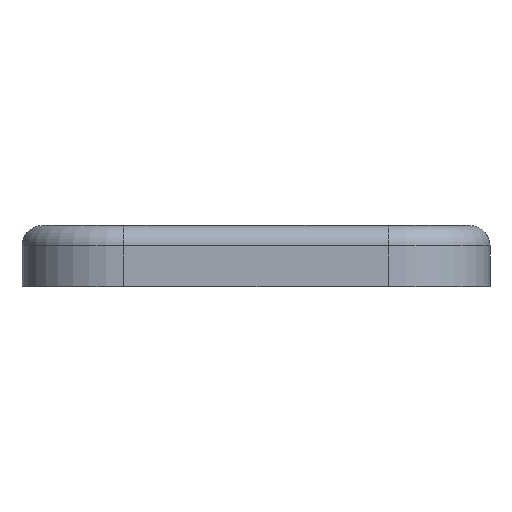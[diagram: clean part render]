
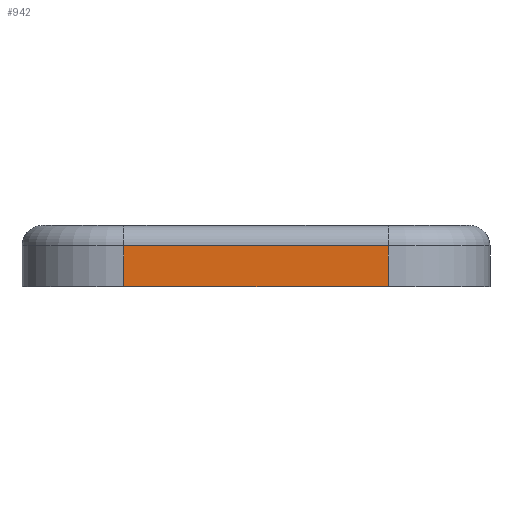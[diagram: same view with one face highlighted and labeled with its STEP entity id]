
A CAD part, front view. The second image highlights one B-rep face of the part: STEP entity #942.
In plain terms, the highlighted planar face has unit normal (0, -1, 0).
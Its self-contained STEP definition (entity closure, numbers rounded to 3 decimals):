
#31 = CARTESIAN_POINT ( 'NONE',  ( 23., -70., 4. ) ) ;
#60 = LINE ( 'NONE', #31, #904 ) ;
#92 = ORIENTED_EDGE ( 'NONE', *, *, #1385, .F. ) ;
#123 = CARTESIAN_POINT ( 'NONE',  ( 13., -70., 4. ) ) ;
#164 = EDGE_LOOP ( 'NONE', ( #495, #852, #1282, #92 ) ) ;
#183 = DIRECTION ( 'NONE',  ( -1., 0., 0. ) ) ;
#206 = EDGE_CURVE ( 'NONE', #1853, #417, #60, .T. ) ;
#323 = VERTEX_POINT ( 'NONE', #1018 ) ;
#417 = VERTEX_POINT ( 'NONE', #1784 ) ;
#463 = PLANE ( 'NONE',  #1241 ) ;
#494 = CARTESIAN_POINT ( 'NONE',  ( 13., -70., 81.604 ) ) ;
#495 = ORIENTED_EDGE ( 'NONE', *, *, #1019, .T. ) ;
#526 = VECTOR ( 'NONE', #183, 1000. ) ;
#588 = CARTESIAN_POINT ( 'NONE',  ( 23., -70., 0. ) ) ;
#718 = VECTOR ( 'NONE', #912, 1000. ) ;
#852 = ORIENTED_EDGE ( 'NONE', *, *, #206, .T. ) ;
#868 = DIRECTION ( 'NONE',  ( -1., 0., 0. ) ) ;
#904 = VECTOR ( 'NONE', #868, 1000. ) ;
#912 = DIRECTION ( 'NONE',  ( 0., 0., 1. ) ) ;
#942 = ADVANCED_FACE ( 'NONE', ( #1434 ), #463, .T. ) ;
#966 = DIRECTION ( 'NONE',  ( 0., 0., -1. ) ) ;
#993 = LINE ( 'NONE', #494, #718 ) ;
#1018 = CARTESIAN_POINT ( 'NONE',  ( -13., -70., 0. ) ) ;
#1019 = EDGE_CURVE ( 'NONE', #1769, #1853, #993, .T. ) ;
#1154 = LINE ( 'NONE', #1665, #1629 ) ;
#1197 = EDGE_CURVE ( 'NONE', #417, #323, #1154, .T. ) ;
#1221 = LINE ( 'NONE', #588, #526 ) ;
#1241 = AXIS2_PLACEMENT_3D ( 'NONE', #1611, #1634, #1766 ) ;
#1282 = ORIENTED_EDGE ( 'NONE', *, *, #1197, .T. ) ;
#1385 = EDGE_CURVE ( 'NONE', #1769, #323, #1221, .T. ) ;
#1434 = FACE_OUTER_BOUND ( 'NONE', #164, .T. ) ;
#1537 = CARTESIAN_POINT ( 'NONE',  ( 13., -70., 0. ) ) ;
#1611 = CARTESIAN_POINT ( 'NONE',  ( 23., -70., 81.604 ) ) ;
#1629 = VECTOR ( 'NONE', #966, 1000. ) ;
#1634 = DIRECTION ( 'NONE',  ( 0., -1., 0. ) ) ;
#1665 = CARTESIAN_POINT ( 'NONE',  ( -13., -70., 81.604 ) ) ;
#1766 = DIRECTION ( 'NONE',  ( 0., 0., -1. ) ) ;
#1769 = VERTEX_POINT ( 'NONE', #1537 ) ;
#1784 = CARTESIAN_POINT ( 'NONE',  ( -13., -70., 4. ) ) ;
#1853 = VERTEX_POINT ( 'NONE', #123 ) ;
